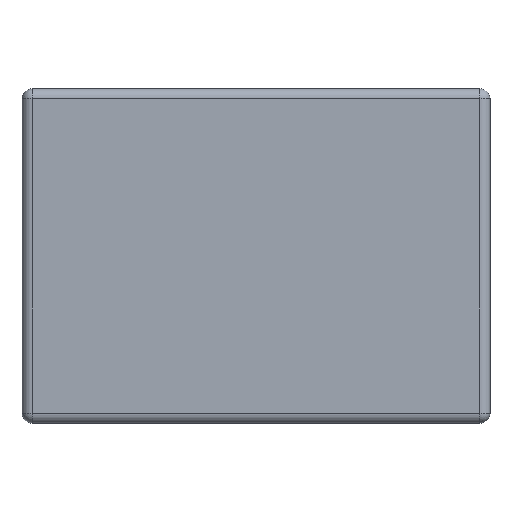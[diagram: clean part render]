
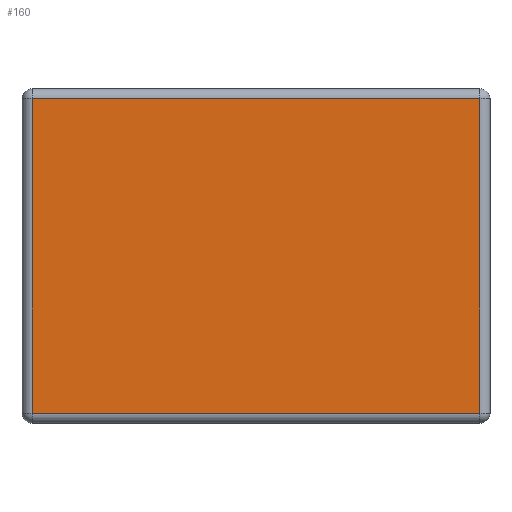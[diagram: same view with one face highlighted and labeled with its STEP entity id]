
A CAD part, top view. The second image highlights one B-rep face of the part: STEP entity #160.
In plain terms, the highlighted planar face has unit normal (0, 0, 1).
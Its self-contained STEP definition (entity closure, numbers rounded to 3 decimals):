
#160 = ADVANCED_FACE( '', ( #380 ), #381, .T. );
#380 = FACE_OUTER_BOUND( '', #653, .T. );
#381 = PLANE( '', #654 );
#653 = EDGE_LOOP( '', ( #1072, #1073, #1074, #1075 ) );
#654 = AXIS2_PLACEMENT_3D( '', #1076, #1077, #1078 );
#1072 = ORIENTED_EDGE( '', *, *, #1647, .T. );
#1073 = ORIENTED_EDGE( '', *, *, #1696, .T. );
#1074 = ORIENTED_EDGE( '', *, *, #1697, .T. );
#1075 = ORIENTED_EDGE( '', *, *, #1639, .T. );
#1076 = CARTESIAN_POINT( '', ( 0., 0., 20. ) );
#1077 = DIRECTION( '', ( 0., 0., 1. ) );
#1078 = DIRECTION( '', ( 1., 0., 0. ) );
#1639 = EDGE_CURVE( '', #1972, #1975, #1977, .T. );
#1647 = EDGE_CURVE( '', #1975, #1985, #1987, .T. );
#1696 = EDGE_CURVE( '', #1985, #2069, #2070, .T. );
#1697 = EDGE_CURVE( '', #2069, #1972, #2071, .T. );
#1972 = VERTEX_POINT( '', #2428 );
#1975 = VERTEX_POINT( '', #2432 );
#1977 = LINE( '', #2434, #2435 );
#1985 = VERTEX_POINT( '', #2446 );
#1987 = LINE( '', #2448, #2449 );
#2069 = VERTEX_POINT( '', #2569 );
#2070 = LINE( '', #2570, #2571 );
#2071 = LINE( '', #2572, #2573 );
#2428 = CARTESIAN_POINT( '', ( -33.5, -23.5, 20. ) );
#2432 = CARTESIAN_POINT( '', ( 33.5, -23.5, 20. ) );
#2434 = CARTESIAN_POINT( '', ( 35., -23.5, 20. ) );
#2435 = VECTOR( '', #2884, 1000. );
#2446 = CARTESIAN_POINT( '', ( 33.5, 23.5, 20. ) );
#2448 = CARTESIAN_POINT( '', ( 33.5, 25., 20. ) );
#2449 = VECTOR( '', #2894, 1000. );
#2569 = CARTESIAN_POINT( '', ( -33.5, 23.5, 20. ) );
#2570 = CARTESIAN_POINT( '', ( -35., 23.5, 20. ) );
#2571 = VECTOR( '', #2939, 1000. );
#2572 = CARTESIAN_POINT( '', ( -33.5, -25., 20. ) );
#2573 = VECTOR( '', #2940, 1000. );
#2884 = DIRECTION( '', ( 1., 0., 0. ) );
#2894 = DIRECTION( '', ( 0., 1., 0. ) );
#2939 = DIRECTION( '', ( -1., 0., 0. ) );
#2940 = DIRECTION( '', ( 0., -1., 0. ) );
